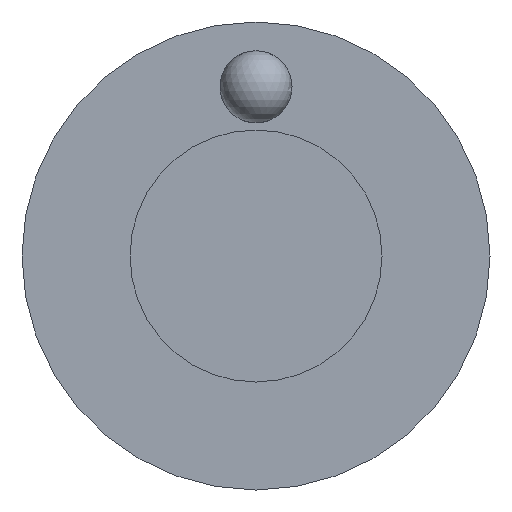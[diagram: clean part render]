
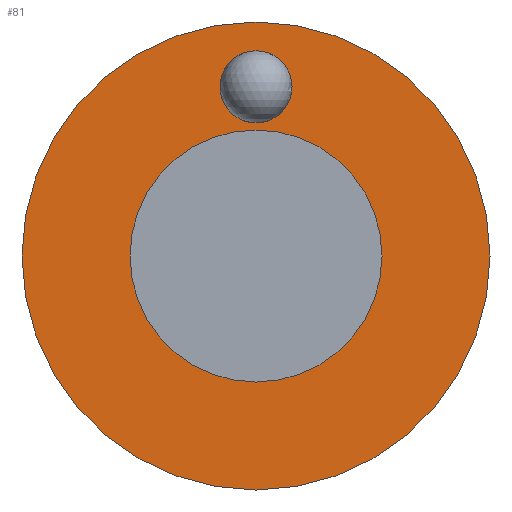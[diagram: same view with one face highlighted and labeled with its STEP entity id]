
A CAD part, front view. The second image highlights one B-rep face of the part: STEP entity #81.
In plain terms, the highlighted planar face has unit normal (0, -1, 0).
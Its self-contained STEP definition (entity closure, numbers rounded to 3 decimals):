
#81=ADVANCED_FACE('',(#96,#97,#98),#99,.T.);
#96=FACE_BOUND('',#114,.T.);
#97=FACE_BOUND('',#115,.T.);
#98=FACE_OUTER_BOUND('',#116,.T.);
#99=PLANE('',#117);
#114=EDGE_LOOP('',(#158,#159));
#115=EDGE_LOOP('',(#160,#161));
#116=EDGE_LOOP('',(#162,#163));
#117=AXIS2_PLACEMENT_3D('',#164,#165,#166);
#158=ORIENTED_EDGE('',*,*,#180,.T.);
#159=ORIENTED_EDGE('',*,*,#181,.T.);
#160=ORIENTED_EDGE('',*,*,#179,.T.);
#161=ORIENTED_EDGE('',*,*,#182,.T.);
#162=ORIENTED_EDGE('',*,*,#185,.T.);
#163=ORIENTED_EDGE('',*,*,#173,.T.);
#164=CARTESIAN_POINT('',(0.0,-22.0,0.0));
#165=DIRECTION('',(0.0,-1.0,0.0));
#166=DIRECTION('',(-1.0,0.0,0.0));
#173=EDGE_CURVE('',#189,#186,#190,.T.);
#179=EDGE_CURVE('',#195,#199,#201,.T.);
#180=EDGE_CURVE('',#202,#203,#204,.T.);
#181=EDGE_CURVE('',#203,#202,#205,.T.);
#182=EDGE_CURVE('',#199,#195,#206,.T.);
#185=EDGE_CURVE('',#186,#189,#209,.T.);
#186=VERTEX_POINT('',#210);
#189=VERTEX_POINT('',#214);
#190=CIRCLE('',#215,3.25);
#195=VERTEX_POINT('',#221);
#199=VERTEX_POINT('',#226);
#201=CIRCLE('',#229,1.75);
#202=VERTEX_POINT('',#230);
#203=VERTEX_POINT('',#231);
#204=CIRCLE('',#232,0.5);
#205=CIRCLE('',#233,0.5);
#206=CIRCLE('',#234,1.75);
#209=CIRCLE('',#237,3.25);
#210=CARTESIAN_POINT('',(3.25,-22.0,0.0));
#214=CARTESIAN_POINT('',(-3.25,-22.0,0.));
#215=AXIS2_PLACEMENT_3D('',#239,#240,#241);
#221=CARTESIAN_POINT('',(1.75,-22.0,0.0));
#226=CARTESIAN_POINT('',(-1.75,-22.0,0.));
#229=AXIS2_PLACEMENT_3D('',#251,#252,#253);
#230=CARTESIAN_POINT('',(0.,-22.0,1.85));
#231=CARTESIAN_POINT('',(0.0,-22.0,2.85));
#232=AXIS2_PLACEMENT_3D('',#254,#255,#256);
#233=AXIS2_PLACEMENT_3D('',#257,#258,#259);
#234=AXIS2_PLACEMENT_3D('',#260,#261,#262);
#237=AXIS2_PLACEMENT_3D('',#269,#270,#271);
#239=CARTESIAN_POINT('',(0.0,-22.0,0.0));
#240=DIRECTION('',(0.0,-1.0,0.0));
#241=DIRECTION('',(1.0,0.0,0.0));
#251=CARTESIAN_POINT('',(0.0,-22.0,0.0));
#252=DIRECTION('',(0.0,1.0,0.0));
#253=DIRECTION('',(1.0,0.0,0.0));
#254=CARTESIAN_POINT('',(0.0,-22.0,2.35));
#255=DIRECTION('',(0.0,1.0,0.0));
#256=DIRECTION('',(0.0,0.0,1.0));
#257=CARTESIAN_POINT('',(0.0,-22.0,2.35));
#258=DIRECTION('',(0.0,1.0,0.0));
#259=DIRECTION('',(0.0,0.0,1.0));
#260=CARTESIAN_POINT('',(0.0,-22.0,0.0));
#261=DIRECTION('',(0.0,1.0,0.0));
#262=DIRECTION('',(1.0,0.0,0.0));
#269=CARTESIAN_POINT('',(0.0,-22.0,0.0));
#270=DIRECTION('',(0.0,-1.0,0.0));
#271=DIRECTION('',(1.0,0.0,0.0));
